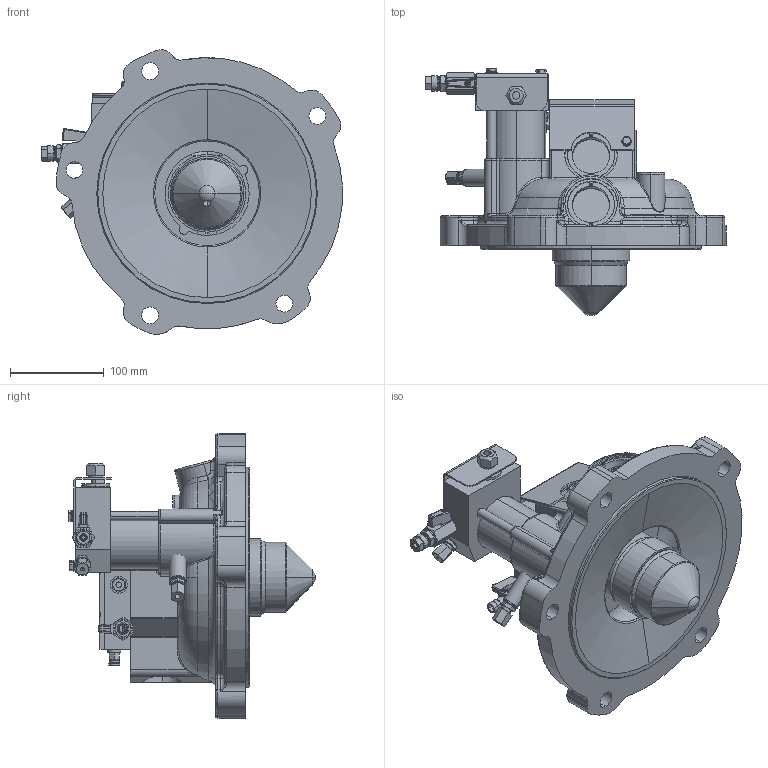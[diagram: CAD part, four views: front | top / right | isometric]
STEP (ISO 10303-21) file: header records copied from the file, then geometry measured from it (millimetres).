
FILE_DESCRIPTION (( 'STEP AP214' ), '1' );
FILE_NAME ('FH5-PE_251168.STEP', '2013-07-29T12:21:31', ( 'Admin2' ), ( '' ), 'SwSTEP 2.0', 'SolidWorks 2010', '' );
FILE_SCHEMA (( 'AUTOMOTIVE_DESIGN' ));
Length unit declared in the file: millimetre
Products named in the file (1): FH5-PE_251168
Bounding box: 321.79 x 264.4 x 304.29 mm (x, y, z)
Surface area: 412941.4 mm2 (no closed solid volume)
Topology: 0 solids, 75 shells, 1077 faces, 3266 edges, 2173 vertices
Faces by surface type: plane 363, cylinder 314, bspline 132, cone 130, torus 124, sphere 14
Entity records: 57774 total; most frequent: CARTESIAN_POINT 18297, DIRECTION 5555, ORIENTED_EDGE 5438, EDGE_CURVE 3230, VERTEX_POINT 2173, AXIS2_PLACEMENT_3D 2128, LINE 1299, VECTOR 1299
